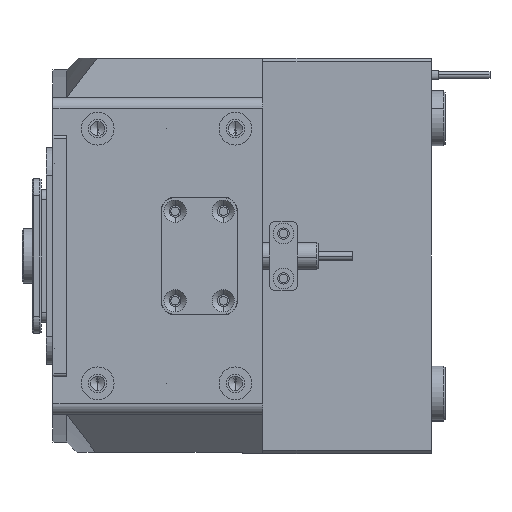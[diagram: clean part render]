
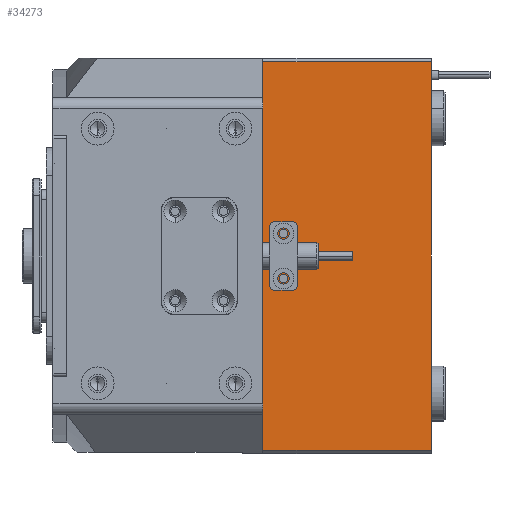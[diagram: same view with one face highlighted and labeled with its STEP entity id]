
A CAD part, left-side view. The second image highlights one B-rep face of the part: STEP entity #34273.
In plain terms, the highlighted planar face has unit normal (-1, 0, 0).
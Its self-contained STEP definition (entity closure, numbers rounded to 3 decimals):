
#1356 = CARTESIAN_POINT ( 'NONE',  ( -93., -20.5, -5.25 ) ) ;
#1467 = EDGE_CURVE ( 'NONE', #45286, #3172, #12266, .T. ) ;
#1855 = ORIENTED_EDGE ( 'NONE', *, *, #18643, .F. ) ;
#1879 = AXIS2_PLACEMENT_3D ( 'NONE', #27440, #7752, #46608 ) ;
#2216 = VECTOR ( 'NONE', #43736, 1000. ) ;
#2284 = DIRECTION ( 'NONE',  ( 0., 0., 1. ) ) ;
#2932 = FACE_OUTER_BOUND ( 'NONE', #32232, .T. ) ;
#3172 = VERTEX_POINT ( 'NONE', #1356 ) ;
#3623 = VERTEX_POINT ( 'NONE', #47567 ) ;
#4334 = LINE ( 'NONE', #44854, #13535 ) ;
#5414 = FACE_BOUND ( 'NONE', #14872, .T. ) ;
#7045 = LINE ( 'NONE', #10477, #21742 ) ;
#7752 = DIRECTION ( 'NONE',  ( -1., 0., 0. ) ) ;
#8425 = DIRECTION ( 'NONE',  ( 0., 0., 1. ) ) ;
#9516 = VERTEX_POINT ( 'NONE', #30574 ) ;
#10309 = CARTESIAN_POINT ( 'NONE',  ( -93., -14.5, 57.5 ) ) ;
#10477 = CARTESIAN_POINT ( 'NONE',  ( -93., -63.5, 56.5 ) ) ;
#12252 = PLANE ( 'NONE',  #13466 ) ;
#12266 = CIRCLE ( 'NONE', #1879, 1.25 ) ;
#12579 = LINE ( 'NONE', #10309, #31628 ) ;
#13466 = AXIS2_PLACEMENT_3D ( 'NONE', #19812, #47192, #23706 ) ;
#13535 = VECTOR ( 'NONE', #21403, 1000. ) ;
#14113 = AXIS2_PLACEMENT_3D ( 'NONE', #34146, #45299, #22014 ) ;
#14621 = VERTEX_POINT ( 'NONE', #15859 ) ;
#14872 = EDGE_LOOP ( 'NONE', ( #18470, #47097 ) ) ;
#15859 = CARTESIAN_POINT ( 'NONE',  ( -93., -63.5, -56.5 ) ) ;
#16681 = EDGE_CURVE ( 'NONE', #32146, #14621, #4334, .T. ) ;
#18470 = ORIENTED_EDGE ( 'NONE', *, *, #48140, .F. ) ;
#18643 = EDGE_CURVE ( 'NONE', #3623, #14621, #40212, .T. ) ;
#19812 = CARTESIAN_POINT ( 'NONE',  ( -93., -63.5, 57.5 ) ) ;
#21403 = DIRECTION ( 'NONE',  ( 0., -1., 0. ) ) ;
#21742 = VECTOR ( 'NONE', #22943, 1000. ) ;
#22014 = DIRECTION ( 'NONE',  ( 0., 0., 1. ) ) ;
#22196 = VERTEX_POINT ( 'NONE', #30043 ) ;
#22943 = DIRECTION ( 'NONE',  ( 0., 1., 0. ) ) ;
#23228 = VERTEX_POINT ( 'NONE', #47450 ) ;
#23706 = DIRECTION ( 'NONE',  ( 0., 1., 0. ) ) ;
#24855 = CIRCLE ( 'NONE', #48353, 1.25 ) ;
#25922 = ORIENTED_EDGE ( 'NONE', *, *, #47825, .F. ) ;
#26249 = FACE_BOUND ( 'NONE', #35399, .T. ) ;
#27366 = CIRCLE ( 'NONE', #14113, 1.25 ) ;
#27440 = CARTESIAN_POINT ( 'NONE',  ( -93., -20.5, -6.5 ) ) ;
#27456 = DIRECTION ( 'NONE',  ( -1., 0., 0. ) ) ;
#29911 = EDGE_CURVE ( 'NONE', #23228, #22196, #27366, .T. ) ;
#30043 = CARTESIAN_POINT ( 'NONE',  ( -93., -20.5, 7.75 ) ) ;
#30574 = CARTESIAN_POINT ( 'NONE',  ( -93., -14.5, 56.5 ) ) ;
#31628 = VECTOR ( 'NONE', #41961, 1000. ) ;
#32146 = VERTEX_POINT ( 'NONE', #50541 ) ;
#32232 = EDGE_LOOP ( 'NONE', ( #42481, #42300, #1855, #48148 ) ) ;
#34146 = CARTESIAN_POINT ( 'NONE',  ( -93., -20.5, 6.5 ) ) ;
#34273 = ADVANCED_FACE ( 'NONE', ( #26249, #5414, #2932 ), #12252, .F. ) ;
#35310 = CARTESIAN_POINT ( 'NONE',  ( -93., -20.5, -7.75 ) ) ;
#35399 = EDGE_LOOP ( 'NONE', ( #25922, #36514 ) ) ;
#36514 = ORIENTED_EDGE ( 'NONE', *, *, #1467, .F. ) ;
#36789 = EDGE_CURVE ( 'NONE', #3623, #9516, #7045, .T. ) ;
#39823 = CARTESIAN_POINT ( 'NONE',  ( -93., -63.5, 57.5 ) ) ;
#40212 = LINE ( 'NONE', #39823, #2216 ) ;
#41149 = AXIS2_PLACEMENT_3D ( 'NONE', #43677, #27456, #8425 ) ;
#41498 = DIRECTION ( 'NONE',  ( -1., 0., 0. ) ) ;
#41961 = DIRECTION ( 'NONE',  ( 0., 0., -1. ) ) ;
#42300 = ORIENTED_EDGE ( 'NONE', *, *, #16681, .T. ) ;
#42481 = ORIENTED_EDGE ( 'NONE', *, *, #48335, .T. ) ;
#43228 = CIRCLE ( 'NONE', #41149, 1.25 ) ;
#43677 = CARTESIAN_POINT ( 'NONE',  ( -93., -20.5, 6.5 ) ) ;
#43736 = DIRECTION ( 'NONE',  ( 0., 0., -1. ) ) ;
#44854 = CARTESIAN_POINT ( 'NONE',  ( -93., -63.5, -56.5 ) ) ;
#45286 = VERTEX_POINT ( 'NONE', #35310 ) ;
#45299 = DIRECTION ( 'NONE',  ( -1., 0., 0. ) ) ;
#46608 = DIRECTION ( 'NONE',  ( 0., 0., 1. ) ) ;
#47097 = ORIENTED_EDGE ( 'NONE', *, *, #29911, .F. ) ;
#47192 = DIRECTION ( 'NONE',  ( 1., 0., 0. ) ) ;
#47450 = CARTESIAN_POINT ( 'NONE',  ( -93., -20.5, 5.25 ) ) ;
#47567 = CARTESIAN_POINT ( 'NONE',  ( -93., -63.5, 56.5 ) ) ;
#47825 = EDGE_CURVE ( 'NONE', #3172, #45286, #24855, .T. ) ;
#48140 = EDGE_CURVE ( 'NONE', #22196, #23228, #43228, .T. ) ;
#48148 = ORIENTED_EDGE ( 'NONE', *, *, #36789, .T. ) ;
#48335 = EDGE_CURVE ( 'NONE', #9516, #32146, #12579, .T. ) ;
#48353 = AXIS2_PLACEMENT_3D ( 'NONE', #49569, #41498, #2284 ) ;
#49569 = CARTESIAN_POINT ( 'NONE',  ( -93., -20.5, -6.5 ) ) ;
#50541 = CARTESIAN_POINT ( 'NONE',  ( -93., -14.5, -56.5 ) ) ;
